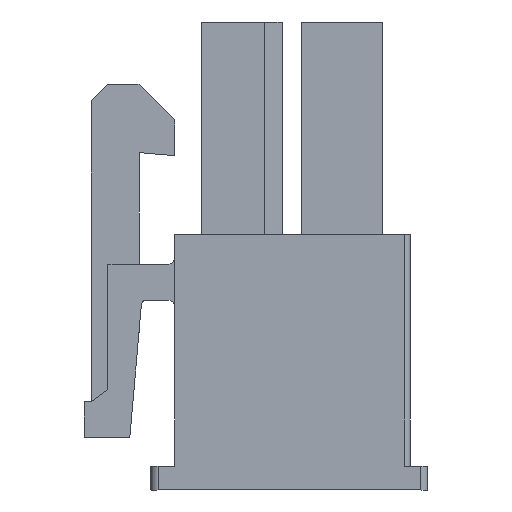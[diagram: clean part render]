
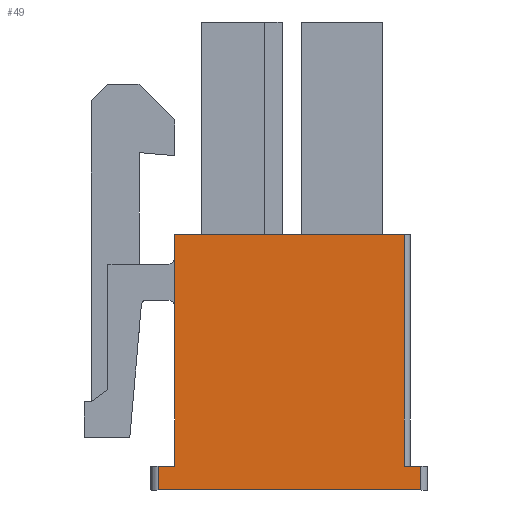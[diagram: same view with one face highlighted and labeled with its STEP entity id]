
A CAD part, left-side view. The second image highlights one B-rep face of the part: STEP entity #49.
In plain terms, the highlighted planar face has unit normal (-1, 0, 0).
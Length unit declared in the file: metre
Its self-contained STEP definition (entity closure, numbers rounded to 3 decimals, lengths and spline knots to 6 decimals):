
#49 = ADVANCED_FACE( '', ( #690 ), #691, .F. );
#690 = FACE_OUTER_BOUND( '', #2014, .T. );
#691 = PLANE( '', #2015 );
#2014 = EDGE_LOOP( '', ( #3359, #3360, #3361, #3362, #3363, #3364, #3365, #3366 ) );
#2015 = AXIS2_PLACEMENT_3D( '', #3367, #3368, #3369 );
#3359 = ORIENTED_EDGE( '', *, *, #8775, .F. );
#3360 = ORIENTED_EDGE( '', *, *, #8776, .T. );
#3361 = ORIENTED_EDGE( '', *, *, #8777, .F. );
#3362 = ORIENTED_EDGE( '', *, *, #8778, .F. );
#3363 = ORIENTED_EDGE( '', *, *, #8779, .F. );
#3364 = ORIENTED_EDGE( '', *, *, #8780, .F. );
#3365 = ORIENTED_EDGE( '', *, *, #8781, .F. );
#3366 = ORIENTED_EDGE( '', *, *, #8782, .T. );
#3367 = CARTESIAN_POINT( '', ( -0.0174, 0., 0. ) );
#3368 = DIRECTION( '', ( 1., 0., 0. ) );
#3369 = DIRECTION( '', ( 0., 1., 0. ) );
#8775 = EDGE_CURVE( '', #10550, #10551, #10552, .T. );
#8776 = EDGE_CURVE( '', #10550, #10553, #10554, .T. );
#8777 = EDGE_CURVE( '', #10555, #10553, #10556, .T. );
#8778 = EDGE_CURVE( '', #10557, #10555, #10558, .T. );
#8779 = EDGE_CURVE( '', #10559, #10557, #10560, .T. );
#8780 = EDGE_CURVE( '', #10561, #10559, #10562, .T. );
#8781 = EDGE_CURVE( '', #10563, #10561, #10564, .T. );
#8782 = EDGE_CURVE( '', #10563, #10551, #10565, .T. );
#10550 = VERTEX_POINT( '', #13463 );
#10551 = VERTEX_POINT( '', #13464 );
#10552 = LINE( '', #13465, #13466 );
#10553 = VERTEX_POINT( '', #13467 );
#10554 = LINE( '', #13468, #13469 );
#10555 = VERTEX_POINT( '', #13470 );
#10556 = LINE( '', #13471, #13472 );
#10557 = VERTEX_POINT( '', #13473 );
#10558 = LINE( '', #13474, #13475 );
#10559 = VERTEX_POINT( '', #13476 );
#10560 = LINE( '', #13477, #13478 );
#10561 = VERTEX_POINT( '', #13479 );
#10562 = LINE( '', #13480, #13481 );
#10563 = VERTEX_POINT( '', #13482 );
#10564 = LINE( '', #13483, #13484 );
#10565 = LINE( '', #13485, #13486 );
#13463 = CARTESIAN_POINT( '', ( -0.0174, -0.0055, -0.0107 ) );
#13464 = CARTESIAN_POINT( '', ( -0.0174, 0.0055, -0.0107 ) );
#13465 = CARTESIAN_POINT( '', ( -0.0174, -0.0055, -0.0107 ) );
#13466 = VECTOR( '', #18047, 1. );
#13467 = CARTESIAN_POINT( '', ( -0.0174, -0.0055, -0.0097 ) );
#13468 = CARTESIAN_POINT( '', ( -0.0174, -0.0055, -0.0107 ) );
#13469 = VECTOR( '', #18048, 1. );
#13470 = CARTESIAN_POINT( '', ( -0.0174, -0.0048, -0.0097 ) );
#13471 = CARTESIAN_POINT( '', ( -0.0174, -0.0048, -0.0097 ) );
#13472 = VECTOR( '', #18049, 1. );
#13473 = CARTESIAN_POINT( '', ( -0.0174, -0.0048, 0. ) );
#13474 = CARTESIAN_POINT( '', ( -0.0174, -0.0048, 0. ) );
#13475 = VECTOR( '', #18050, 1. );
#13476 = CARTESIAN_POINT( '', ( -0.0174, 0.0048, 0. ) );
#13477 = CARTESIAN_POINT( '', ( -0.0174, 0.0048, 0. ) );
#13478 = VECTOR( '', #18051, 1. );
#13479 = CARTESIAN_POINT( '', ( -0.0174, 0.0048, -0.0097 ) );
#13480 = CARTESIAN_POINT( '', ( -0.0174, 0.0048, -0.0097 ) );
#13481 = VECTOR( '', #18052, 1. );
#13482 = CARTESIAN_POINT( '', ( -0.0174, 0.0055, -0.0097 ) );
#13483 = CARTESIAN_POINT( '', ( -0.0174, 0.0055, -0.0097 ) );
#13484 = VECTOR( '', #18053, 1. );
#13485 = CARTESIAN_POINT( '', ( -0.0174, 0.0055, -0.0097 ) );
#13486 = VECTOR( '', #18054, 1. );
#18047 = DIRECTION( '', ( 0., 1., 0. ) );
#18048 = DIRECTION( '', ( 0., 0., 1. ) );
#18049 = DIRECTION( '', ( 0., -1., 0. ) );
#18050 = DIRECTION( '', ( 0., 0., -1. ) );
#18051 = DIRECTION( '', ( 0., -1., 0. ) );
#18052 = DIRECTION( '', ( 0., 0., 1. ) );
#18053 = DIRECTION( '', ( 0., -1., 0. ) );
#18054 = DIRECTION( '', ( 0., 0., -1. ) );
